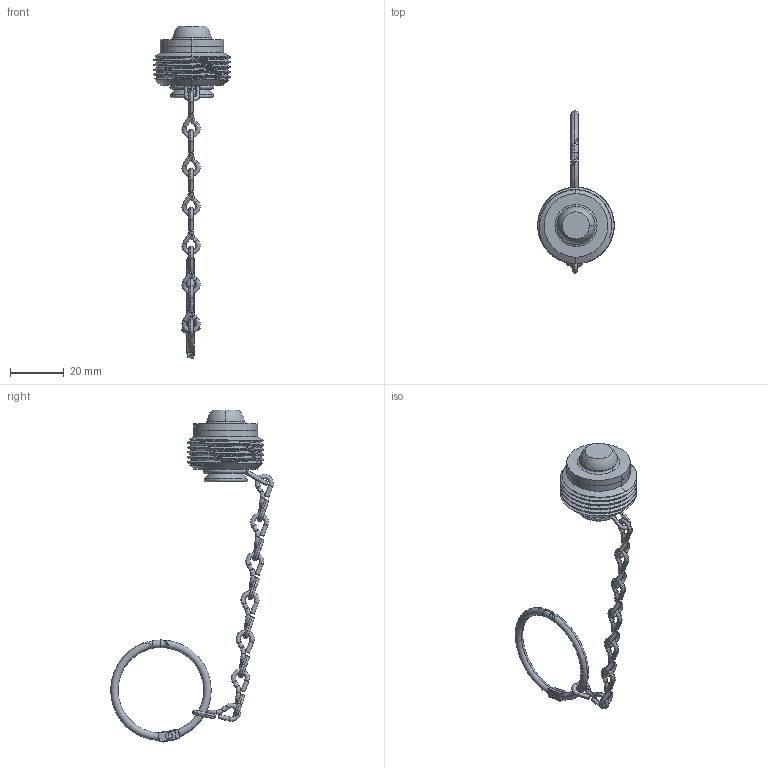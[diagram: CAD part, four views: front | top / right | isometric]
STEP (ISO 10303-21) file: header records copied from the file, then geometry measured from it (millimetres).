
FILE_DESCRIPTION (( 'STEP AP203' ), '1' );
FILE_NAME ('PLU-703BR-R.STEP', '2025-08-22T18:42:26', ( '' ), ( '' ), 'SwSTEP 2.0', 'SolidWorks 2018', '' );
FILE_SCHEMA (( 'CONFIG_CONTROL_DESIGN' ));
Length unit declared in the file: inch
Products named in the file (8): PRT-002245_RING-1.187D HALF; PRT-004033; ASY-000211_One Link Bent; PLU-703BR-R; PRT-002255_SMALL PIN; ASY-000291; PRT-001877; PRT-002239_STAINLESS
Assembly tree (14 placements, depth 3):
  PLU-703BR-R
    PRT-004033
    PRT-001877
    ASY-000291
      PRT-002245_RING-1.187D HALF  x2
      PRT-002255_SMALL PIN
    ASY-000211_One Link Bent
      PRT-002239_STAINLESS  x7
Bounding box: 28.37 x 60.4 x 123.25 mm (x, y, z)
Volume: 10559.6 mm3; surface area: 6508.6 mm2
Topology: 12 solids, 12 shells, 327 faces, 767 edges, 447 vertices
Faces by surface type: cylinder 116, torus 70, plane 60, bspline 49, sphere 18, cone 14
Entity records: 12652 total; most frequent: CARTESIAN_POINT 8138, ORIENTED_EDGE 740, DIRECTION 721, EDGE_CURVE 370, AXIS2_PLACEMENT_3D 307, VERTEX_POINT 226, EDGE_LOOP 166, FACE_OUTER_BOUND 159
